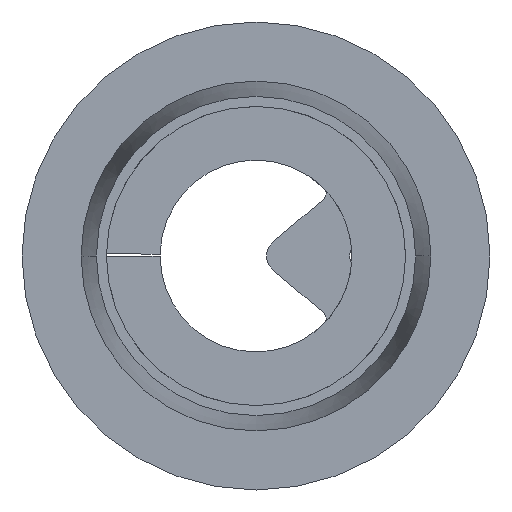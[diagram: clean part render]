
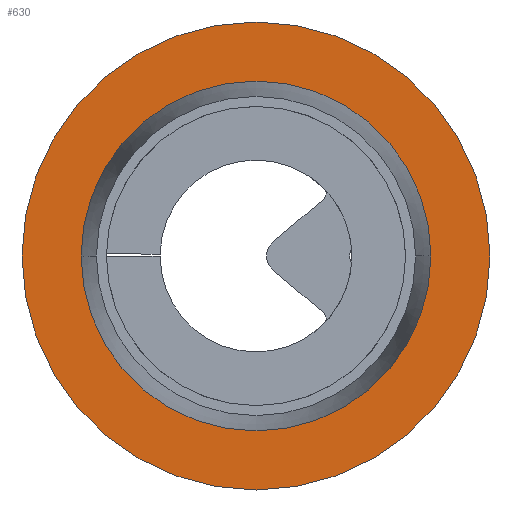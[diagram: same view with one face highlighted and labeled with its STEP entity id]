
A CAD part, front view. The second image highlights one B-rep face of the part: STEP entity #630.
In plain terms, the highlighted planar face has unit normal (0, -1, 0).
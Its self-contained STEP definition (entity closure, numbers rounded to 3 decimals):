
#19 = AXIS2_PLACEMENT_3D ( 'NONE', #702, #1585, #928 ) ;
#90 = DIRECTION ( 'NONE',  ( -1., 0., 0. ) ) ;
#132 = ORIENTED_EDGE ( 'NONE', *, *, #977, .F. ) ;
#159 = VERTEX_POINT ( 'NONE', #746 ) ;
#266 = CARTESIAN_POINT ( 'NONE',  ( -3.05, -13., 0. ) ) ;
#324 = EDGE_CURVE ( 'NONE', #1077, #159, #723, .T. ) ;
#336 = CIRCLE ( 'NONE', #847, 2.28 ) ;
#358 = CIRCLE ( 'NONE', #1196, 3.05 ) ;
#363 = ORIENTED_EDGE ( 'NONE', *, *, #324, .F. ) ;
#435 = PLANE ( 'NONE',  #19 ) ;
#441 = DIRECTION ( 'NONE',  ( 0., 1., 0. ) ) ;
#480 = VERTEX_POINT ( 'NONE', #782 ) ;
#502 = DIRECTION ( 'NONE',  ( 0., 1., 0. ) ) ;
#504 = DIRECTION ( 'NONE',  ( 0., 1., 0. ) ) ;
#550 = FACE_BOUND ( 'NONE', #1258, .T. ) ;
#620 = DIRECTION ( 'NONE',  ( -1., 0., 0. ) ) ;
#626 = EDGE_LOOP ( 'NONE', ( #363, #132 ) ) ;
#630 = ADVANCED_FACE ( 'NONE', ( #550, #1128 ), #435, .T. ) ;
#675 = ORIENTED_EDGE ( 'NONE', *, *, #1439, .T. ) ;
#702 = CARTESIAN_POINT ( 'NONE',  ( -3.05, -13., 0. ) ) ;
#723 = CIRCLE ( 'NONE', #1072, 3.05 ) ;
#738 = EDGE_CURVE ( 'NONE', #480, #773, #925, .T. ) ;
#746 = CARTESIAN_POINT ( 'NONE',  ( 3.05, -13., 0. ) ) ;
#773 = VERTEX_POINT ( 'NONE', #1578 ) ;
#782 = CARTESIAN_POINT ( 'NONE',  ( -2.28, -13., 0. ) ) ;
#828 = DIRECTION ( 'NONE',  ( -1., 0., 0. ) ) ;
#847 = AXIS2_PLACEMENT_3D ( 'NONE', #1246, #504, #620 ) ;
#925 = CIRCLE ( 'NONE', #1207, 2.28 ) ;
#928 = DIRECTION ( 'NONE',  ( 1., 0., 0. ) ) ;
#935 = CARTESIAN_POINT ( 'NONE',  ( 0., -13., 0. ) ) ;
#959 = DIRECTION ( 'NONE',  ( 0., 1., 0. ) ) ;
#977 = EDGE_CURVE ( 'NONE', #159, #1077, #358, .T. ) ;
#1072 = AXIS2_PLACEMENT_3D ( 'NONE', #1459, #959, #90 ) ;
#1077 = VERTEX_POINT ( 'NONE', #266 ) ;
#1084 = ORIENTED_EDGE ( 'NONE', *, *, #738, .T. ) ;
#1111 = CARTESIAN_POINT ( 'NONE',  ( 0., -13., 0. ) ) ;
#1128 = FACE_OUTER_BOUND ( 'NONE', #626, .T. ) ;
#1196 = AXIS2_PLACEMENT_3D ( 'NONE', #1111, #502, #1490 ) ;
#1207 = AXIS2_PLACEMENT_3D ( 'NONE', #935, #441, #828 ) ;
#1246 = CARTESIAN_POINT ( 'NONE',  ( 0., -13., 0. ) ) ;
#1258 = EDGE_LOOP ( 'NONE', ( #1084, #675 ) ) ;
#1439 = EDGE_CURVE ( 'NONE', #773, #480, #336, .T. ) ;
#1459 = CARTESIAN_POINT ( 'NONE',  ( 0., -13., 0. ) ) ;
#1490 = DIRECTION ( 'NONE',  ( -1., 0., 0. ) ) ;
#1578 = CARTESIAN_POINT ( 'NONE',  ( 2.28, -13., 0. ) ) ;
#1585 = DIRECTION ( 'NONE',  ( 0., -1., 0. ) ) ;
